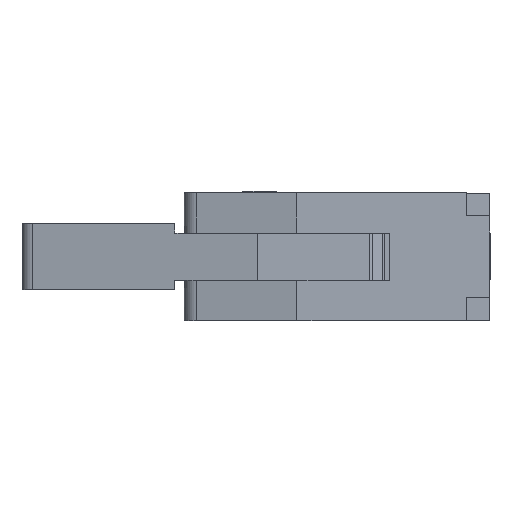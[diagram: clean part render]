
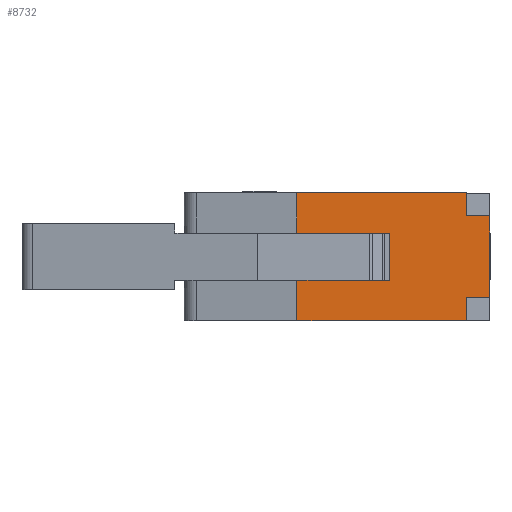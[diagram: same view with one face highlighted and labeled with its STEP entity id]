
A CAD part, left-side view. The second image highlights one B-rep face of the part: STEP entity #8732.
In plain terms, the highlighted planar face has unit normal (-1, 0, 0).
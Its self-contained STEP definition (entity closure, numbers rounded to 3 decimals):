
#7749=CARTESIAN_POINT('',(-5.2,1.5,-8.4));
#7750=VERTEX_POINT('',#7749);
#7757=CARTESIAN_POINT('',(-5.2,12.5,-8.4));
#7758=VERTEX_POINT('',#7757);
#7759=CARTESIAN_POINT('',(-5.2,1.5,-8.4));
#7760=DIRECTION('',(0.,1.,0.));
#7761=VECTOR('',#7760,11.);
#7762=LINE('',#7759,#7761);
#7763=EDGE_CURVE('',#7750,#7758,#7762,.T.);
#8042=CARTESIAN_POINT('',(-5.2,12.5,-0.1));
#8043=VERTEX_POINT('',#8042);
#8050=CARTESIAN_POINT('',(-5.2,1.5,-0.1));
#8051=VERTEX_POINT('',#8050);
#8052=CARTESIAN_POINT('',(-5.2,12.5,-0.1));
#8053=DIRECTION('',(0.,-1.,0.));
#8054=VECTOR('',#8053,11.);
#8055=LINE('',#8052,#8054);
#8056=EDGE_CURVE('',#8043,#8051,#8055,.T.);
#8635=CARTESIAN_POINT('',(-5.2,12.5,-2.725));
#8636=VERTEX_POINT('',#8635);
#8643=CARTESIAN_POINT('',(-5.2,12.5,-2.725));
#8644=DIRECTION('',(0.,0.,1.));
#8645=VECTOR('',#8644,2.625);
#8646=LINE('',#8643,#8645);
#8647=EDGE_CURVE('',#8636,#8043,#8646,.T.);
#8654=CARTESIAN_POINT('',(-5.2,19.8,-8.4));
#8655=DIRECTION('',(0.,0.,1.));
#8656=DIRECTION('',(-1.,0.,0.));
#8657=AXIS2_PLACEMENT_3D('',#8654,#8656,#8655);
#8658=PLANE('',#8657);
#8659=CARTESIAN_POINT('',(-5.2,1.5,-6.9));
#8660=VERTEX_POINT('',#8659);
#8661=CARTESIAN_POINT('',(-5.2,1.5,-8.4));
#8662=DIRECTION('',(0.,0.,1.));
#8663=VECTOR('',#8662,1.5);
#8664=LINE('',#8661,#8663);
#8665=EDGE_CURVE('',#7750,#8660,#8664,.T.);
#8666=ORIENTED_EDGE('',*,*,#8665,.T.);
#8667=CARTESIAN_POINT('',(-5.2,0.,-6.9));
#8668=VERTEX_POINT('',#8667);
#8669=CARTESIAN_POINT('',(-5.2,1.5,-6.9));
#8670=DIRECTION('',(0.,-1.,0.));
#8671=VECTOR('',#8670,1.5);
#8672=LINE('',#8669,#8671);
#8673=EDGE_CURVE('',#8660,#8668,#8672,.T.);
#8674=ORIENTED_EDGE('',*,*,#8673,.T.);
#8675=CARTESIAN_POINT('',(-5.2,0.,-1.6));
#8676=VERTEX_POINT('',#8675);
#8677=CARTESIAN_POINT('',(-5.2,0.,-6.9));
#8678=DIRECTION('',(0.,0.,1.));
#8679=VECTOR('',#8678,5.3);
#8680=LINE('',#8677,#8679);
#8681=EDGE_CURVE('',#8668,#8676,#8680,.T.);
#8682=ORIENTED_EDGE('',*,*,#8681,.T.);
#8683=CARTESIAN_POINT('',(-5.2,1.5,-1.6));
#8684=VERTEX_POINT('',#8683);
#8685=CARTESIAN_POINT('',(-5.2,0.,-1.6));
#8686=DIRECTION('',(0.,1.,0.));
#8687=VECTOR('',#8686,1.5);
#8688=LINE('',#8685,#8687);
#8689=EDGE_CURVE('',#8676,#8684,#8688,.T.);
#8690=ORIENTED_EDGE('',*,*,#8689,.T.);
#8691=CARTESIAN_POINT('',(-5.2,1.5,-1.6));
#8692=DIRECTION('',(0.,0.,1.));
#8693=VECTOR('',#8692,1.5);
#8694=LINE('',#8691,#8693);
#8695=EDGE_CURVE('',#8684,#8051,#8694,.T.);
#8696=ORIENTED_EDGE('',*,*,#8695,.T.);
#8697=ORIENTED_EDGE('',*,*,#8056,.F.);
#8698=ORIENTED_EDGE('',*,*,#8647,.F.);
#8699=CARTESIAN_POINT('',(-5.2,6.5,-2.725));
#8700=VERTEX_POINT('',#8699);
#8701=CARTESIAN_POINT('',(-5.2,12.5,-2.725));
#8702=DIRECTION('',(0.,-1.,0.));
#8703=VECTOR('',#8702,6.);
#8704=LINE('',#8701,#8703);
#8705=EDGE_CURVE('',#8636,#8700,#8704,.T.);
#8706=ORIENTED_EDGE('',*,*,#8705,.T.);
#8707=CARTESIAN_POINT('',(-5.2,6.5,-5.775));
#8708=VERTEX_POINT('',#8707);
#8709=CARTESIAN_POINT('',(-5.2,6.5,-2.725));
#8710=DIRECTION('',(0.,0.,-1.));
#8711=VECTOR('',#8710,3.05);
#8712=LINE('',#8709,#8711);
#8713=EDGE_CURVE('',#8700,#8708,#8712,.T.);
#8714=ORIENTED_EDGE('',*,*,#8713,.T.);
#8715=CARTESIAN_POINT('',(-5.2,12.5,-5.775));
#8716=VERTEX_POINT('',#8715);
#8717=CARTESIAN_POINT('',(-5.2,6.5,-5.775));
#8718=DIRECTION('',(0.,1.,0.));
#8719=VECTOR('',#8718,6.);
#8720=LINE('',#8717,#8719);
#8721=EDGE_CURVE('',#8708,#8716,#8720,.T.);
#8722=ORIENTED_EDGE('',*,*,#8721,.T.);
#8723=CARTESIAN_POINT('',(-5.2,12.5,-5.775));
#8724=DIRECTION('',(0.,0.,-1.));
#8725=VECTOR('',#8724,2.625);
#8726=LINE('',#8723,#8725);
#8727=EDGE_CURVE('',#8716,#7758,#8726,.T.);
#8728=ORIENTED_EDGE('',*,*,#8727,.T.);
#8729=ORIENTED_EDGE('',*,*,#7763,.F.);
#8730=EDGE_LOOP('',(#8666,#8674,#8682,#8690,#8696,#8697,#8698,#8706,#8714,#8722,#8728,#8729));
#8731=FACE_OUTER_BOUND('',#8730,.T.);
#8732=ADVANCED_FACE('',(#8731),#8658,.T.);
